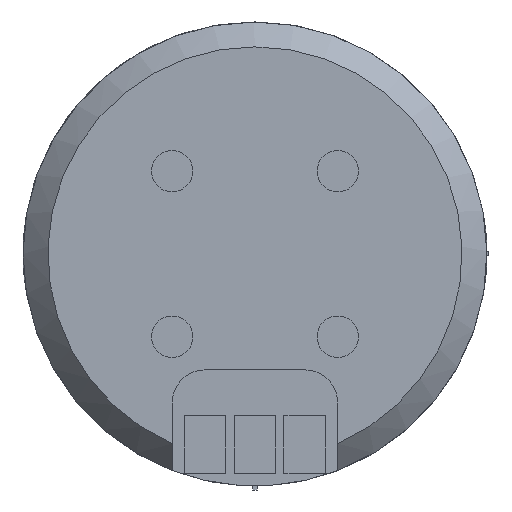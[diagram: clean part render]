
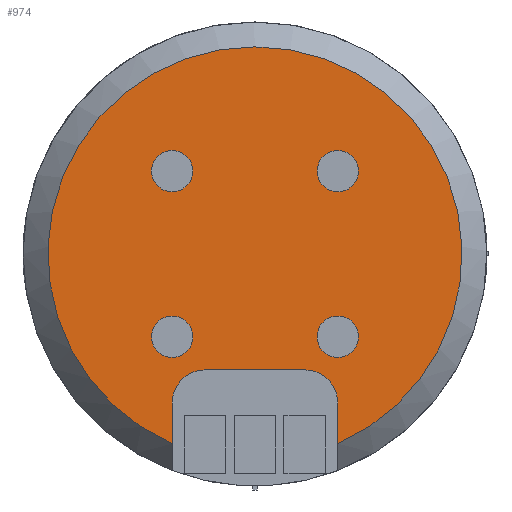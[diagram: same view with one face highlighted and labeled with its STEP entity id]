
A CAD part, front view. The second image highlights one B-rep face of the part: STEP entity #974.
In plain terms, the highlighted planar face has unit normal (0, -1, 0).
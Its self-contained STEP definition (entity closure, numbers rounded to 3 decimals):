
#22=FACE_BOUND('',#227,.T.);
#23=FACE_BOUND('',#228,.T.);
#24=FACE_BOUND('',#229,.T.);
#25=FACE_BOUND('',#230,.T.);
#87=CIRCLE('',#1051,2.);
#88=CIRCLE('',#1054,2.);
#93=CIRCLE('',#1062,1.25);
#95=CIRCLE('',#1066,1.25);
#97=CIRCLE('',#1070,1.25);
#99=CIRCLE('',#1074,1.25);
#101=CIRCLE('',#1079,12.5);
#162=FACE_OUTER_BOUND('',#226,.T.);
#226=EDGE_LOOP('',(#804,#805,#806,#807,#808,#809));
#227=EDGE_LOOP('',(#810));
#228=EDGE_LOOP('',(#811));
#229=EDGE_LOOP('',(#812));
#230=EDGE_LOOP('',(#813));
#303=LINE('',#1518,#387);
#310=LINE('',#1540,#394);
#314=LINE('',#1553,#398);
#387=VECTOR('',#1224,10.);
#394=VECTOR('',#1245,10.);
#398=VECTOR('',#1255,10.);
#458=VERTEX_POINT('',#1512);
#460=VERTEX_POINT('',#1517);
#467=VERTEX_POINT('',#1535);
#468=VERTEX_POINT('',#1539);
#469=VERTEX_POINT('',#1543);
#471=VERTEX_POINT('',#1548);
#475=VERTEX_POINT('',#1564);
#477=VERTEX_POINT('',#1571);
#479=VERTEX_POINT('',#1578);
#481=VERTEX_POINT('',#1585);
#561=EDGE_CURVE('',#460,#458,#303,.T.);
#570=EDGE_CURVE('',#467,#460,#87,.T.);
#572=EDGE_CURVE('',#468,#467,#310,.T.);
#574=EDGE_CURVE('',#469,#468,#88,.T.);
#578=EDGE_CURVE('',#471,#469,#314,.T.);
#584=EDGE_CURVE('',#475,#475,#93,.T.);
#587=EDGE_CURVE('',#477,#477,#95,.T.);
#590=EDGE_CURVE('',#479,#479,#97,.T.);
#593=EDGE_CURVE('',#481,#481,#99,.T.);
#596=EDGE_CURVE('',#471,#458,#101,.T.);
#804=ORIENTED_EDGE('',*,*,#561,.T.);
#805=ORIENTED_EDGE('',*,*,#596,.F.);
#806=ORIENTED_EDGE('',*,*,#578,.T.);
#807=ORIENTED_EDGE('',*,*,#574,.T.);
#808=ORIENTED_EDGE('',*,*,#572,.T.);
#809=ORIENTED_EDGE('',*,*,#570,.T.);
#810=ORIENTED_EDGE('',*,*,#584,.T.);
#811=ORIENTED_EDGE('',*,*,#587,.T.);
#812=ORIENTED_EDGE('',*,*,#590,.T.);
#813=ORIENTED_EDGE('',*,*,#593,.T.);
#920=PLANE('',#1080);
#974=ADVANCED_FACE('',(#162,#22,#23,#24,#25),#920,.F.);
#1051=AXIS2_PLACEMENT_3D('',#1536,#1240,#1241);
#1054=AXIS2_PLACEMENT_3D('',#1544,#1249,#1250);
#1062=AXIS2_PLACEMENT_3D('',#1565,#1269,#1270);
#1066=AXIS2_PLACEMENT_3D('',#1572,#1278,#1279);
#1070=AXIS2_PLACEMENT_3D('',#1579,#1287,#1288);
#1074=AXIS2_PLACEMENT_3D('',#1586,#1296,#1297);
#1079=AXIS2_PLACEMENT_3D('',#1593,#1307,#1308);
#1080=AXIS2_PLACEMENT_3D('',#1594,#1309,#1310);
#1224=DIRECTION('',(0.,0.,-1.));
#1240=DIRECTION('center_axis',(0.,1.,0.));
#1241=DIRECTION('ref_axis',(-1.,0.,0.));
#1245=DIRECTION('',(1.,0.,0.));
#1249=DIRECTION('center_axis',(0.,1.,0.));
#1250=DIRECTION('ref_axis',(0.,0.,-1.));
#1255=DIRECTION('',(0.,0.,1.));
#1269=DIRECTION('center_axis',(0.,1.,0.));
#1270=DIRECTION('ref_axis',(-1.,0.,0.));
#1278=DIRECTION('center_axis',(0.,1.,0.));
#1279=DIRECTION('ref_axis',(-1.,0.,0.));
#1287=DIRECTION('center_axis',(0.,1.,0.));
#1288=DIRECTION('ref_axis',(-1.,0.,0.));
#1296=DIRECTION('center_axis',(0.,1.,0.));
#1297=DIRECTION('ref_axis',(-1.,0.,0.));
#1307=DIRECTION('center_axis',(0.,1.,0.));
#1308=DIRECTION('ref_axis',(1.,0.,0.));
#1309=DIRECTION('center_axis',(0.,1.,0.));
#1310=DIRECTION('ref_axis',(0.,0.,1.));
#1512=CARTESIAN_POINT('',(5.,0.,-11.456));
#1517=CARTESIAN_POINT('',(5.,0.,-9.));
#1518=CARTESIAN_POINT('',(5.,0.,-4.5));
#1535=CARTESIAN_POINT('',(3.,0.,-7.));
#1536=CARTESIAN_POINT('Origin',(3.,0.,-9.));
#1539=CARTESIAN_POINT('',(-3.,0.,-7.));
#1540=CARTESIAN_POINT('',(-1.5,0.,-7.));
#1543=CARTESIAN_POINT('',(-5.,0.,-9.));
#1544=CARTESIAN_POINT('Origin',(-3.,0.,-9.));
#1548=CARTESIAN_POINT('',(-5.,0.,-11.456));
#1553=CARTESIAN_POINT('',(-5.,0.,-7.));
#1564=CARTESIAN_POINT('',(-3.75,0.,5.));
#1565=CARTESIAN_POINT('Origin',(-5.,0.,5.));
#1571=CARTESIAN_POINT('',(6.25,0.,5.));
#1572=CARTESIAN_POINT('Origin',(5.,0.,5.));
#1578=CARTESIAN_POINT('',(6.25,0.,-5.));
#1579=CARTESIAN_POINT('Origin',(5.,0.,-5.));
#1585=CARTESIAN_POINT('',(-3.75,0.,-5.));
#1586=CARTESIAN_POINT('Origin',(-5.,0.,-5.));
#1593=CARTESIAN_POINT('Origin',(0.,0.,0.));
#1594=CARTESIAN_POINT('Origin',(0.,0.,0.));
